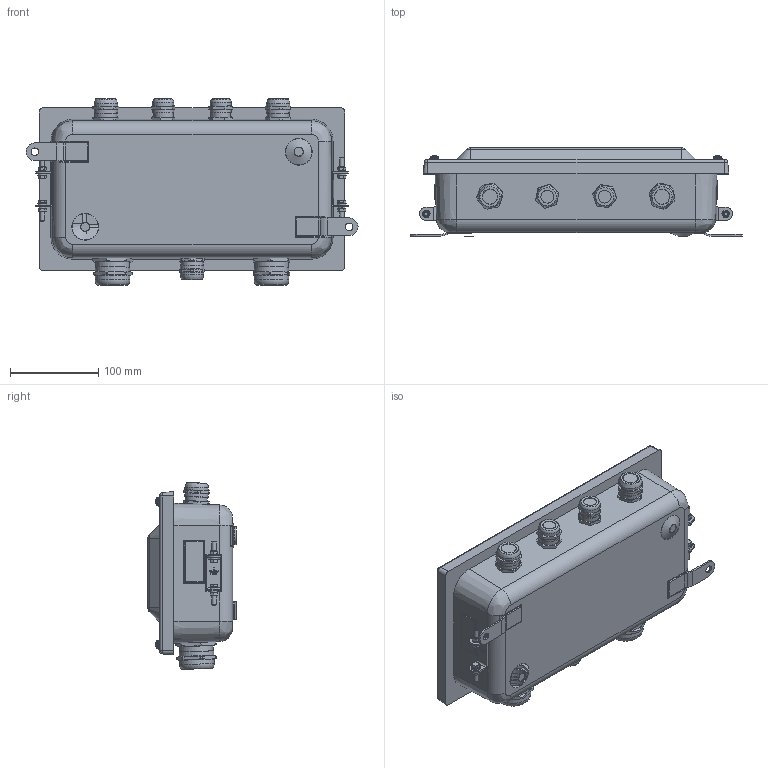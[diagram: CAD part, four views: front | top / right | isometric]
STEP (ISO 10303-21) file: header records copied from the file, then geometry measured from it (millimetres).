
FILE_DESCRIPTION(/* description */ (''),/* implementation_level */ '2;1');
FILE_NAME(/* name */ '',/* time_stamp */ '2024-10-02T13:17:29+07:00',/* author */ ('zeta-82'),/* organization */ (''),/* preprocessor_version */ 'ST-DEVELOPER v19.2',/* originating_system */ 'Autodesk Inventor 2024',/* authorisation */ '');
FILE_SCHEMA (('AUTOMOTIVE_DESIGN { 1 0 10303 214 3 1 1 }'));
Length unit declared in the file: millimetre
Products named in the file (1): ЗЭТА.030.323.000 СБ Коробка 
клеммная У615А I
P65
Bounding box: 376 x 100 x 211.62 mm (x, y, z)
Volume: 4580350.1 mm3; surface area: 236756.2 mm2
Topology: 1 solids, 1 shells, 805 faces, 1953 edges, 1219 vertices
Faces by surface type: plane 398, cylinder 167, cone 152, torus 53, bspline 27, sphere 8
Full cylindrical faces by diameter (mm): 4.567 x4, 5 x8, 5.3 x4, 5.5 x4, 6.7 x4, 8.5 x2, 10 x8, 14.5 x2, 22 x2, 23.5 x4, 25 x3, 25.9 x2, 26.5 x6, 38 x2, 39.3 x4
Entity records: 24802 total; most frequent: CARTESIAN_POINT 5848, ORIENTED_EDGE 3882, DIRECTION 3732, EDGE_CURVE 1941, AXIS2_PLACEMENT_3D 1448, VERTEX_POINT 1219, EDGE_LOOP 898, LINE 836
